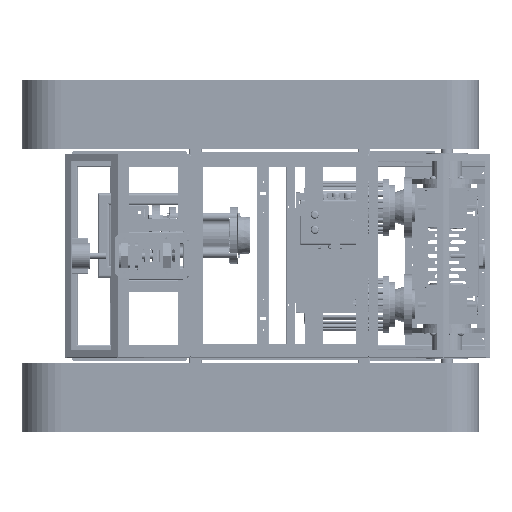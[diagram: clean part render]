
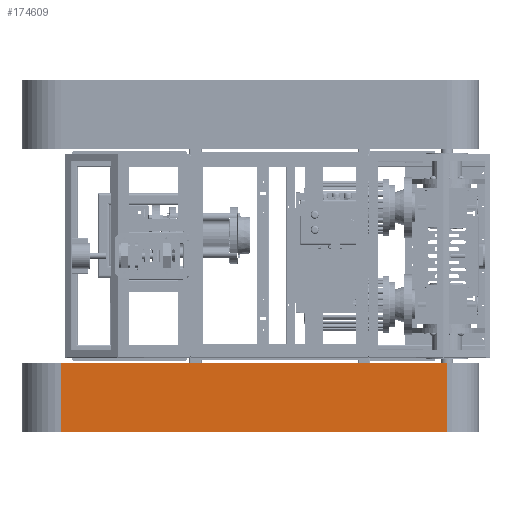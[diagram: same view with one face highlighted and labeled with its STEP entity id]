
A CAD part, top view. The second image highlights one B-rep face of the part: STEP entity #174609.
In plain terms, the highlighted planar face has unit normal (0, 0, 1).
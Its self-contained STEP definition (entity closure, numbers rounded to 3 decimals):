
#2607 = CARTESIAN_POINT ( 'NONE',  ( 1131.709, 118.098, -25.484 ) ) ;
#3065 = DIRECTION ( 'NONE',  ( -1., 0., 0. ) ) ;
#10706 = AXIS2_PLACEMENT_3D ( 'NONE', #255415, #116412, #23784 ) ;
#17909 = FACE_OUTER_BOUND ( 'NONE', #245273, .T. ) ;
#20072 = EDGE_CURVE ( 'NONE', #30127, #82049, #253316, .T. ) ;
#22303 = ORIENTED_EDGE ( 'NONE', *, *, #285176, .F. ) ;
#23784 = DIRECTION ( 'NONE',  ( -1., 0., 0. ) ) ;
#24565 = EDGE_CURVE ( 'NONE', #30127, #276626, #186290, .T. ) ;
#30127 = VERTEX_POINT ( 'NONE', #30331 ) ;
#30331 = CARTESIAN_POINT ( 'NONE',  ( 1783.459, 118.098, -25.484 ) ) ;
#31077 = ORIENTED_EDGE ( 'NONE', *, *, #24565, .T. ) ;
#48287 = VECTOR ( 'NONE', #3065, 1000. ) ;
#54801 = CARTESIAN_POINT ( 'NONE',  ( 503.459, 118.098, -25.484 ) ) ;
#72221 = ORIENTED_EDGE ( 'NONE', *, *, #231618, .F. ) ;
#82049 = VERTEX_POINT ( 'NONE', #156769 ) ;
#110722 = DIRECTION ( 'NONE',  ( 0., 1., 0. ) ) ;
#116412 = DIRECTION ( 'NONE',  ( 0., 0., 1. ) ) ;
#131646 = LINE ( 'NONE', #222862, #169766 ) ;
#138939 = LINE ( 'NONE', #186756, #48287 ) ;
#144069 = CARTESIAN_POINT ( 'NONE',  ( 503.459, -111.902, -25.484 ) ) ;
#156769 = CARTESIAN_POINT ( 'NONE',  ( 1783.459, -111.902, -25.484 ) ) ;
#169766 = VECTOR ( 'NONE', #110722, 1000. ) ;
#174609 = ADVANCED_FACE ( 'NONE', ( #17909 ), #200193, .T. ) ;
#186290 = LINE ( 'NONE', #2607, #209543 ) ;
#186756 = CARTESIAN_POINT ( 'NONE',  ( 1131.709, -111.902, -25.484 ) ) ;
#200193 = PLANE ( 'NONE',  #10706 ) ;
#209543 = VECTOR ( 'NONE', #228232, 1000. ) ;
#222862 = CARTESIAN_POINT ( 'NONE',  ( 503.459, 3.098, -25.484 ) ) ;
#224911 = ORIENTED_EDGE ( 'NONE', *, *, #20072, .F. ) ;
#228232 = DIRECTION ( 'NONE',  ( -1., 0., 0. ) ) ;
#231618 = EDGE_CURVE ( 'NONE', #286270, #276626, #131646, .T. ) ;
#245273 = EDGE_LOOP ( 'NONE', ( #22303, #224911, #31077, #72221 ) ) ;
#253316 = LINE ( 'NONE', #277287, #283117 ) ;
#255415 = CARTESIAN_POINT ( 'NONE',  ( 1783.459, -111.902, -25.484 ) ) ;
#276626 = VERTEX_POINT ( 'NONE', #54801 ) ;
#277287 = CARTESIAN_POINT ( 'NONE',  ( 1783.459, 3.098, -25.484 ) ) ;
#281693 = DIRECTION ( 'NONE',  ( 0., -1., 0. ) ) ;
#283117 = VECTOR ( 'NONE', #281693, 1000. ) ;
#285176 = EDGE_CURVE ( 'NONE', #82049, #286270, #138939, .T. ) ;
#286270 = VERTEX_POINT ( 'NONE', #144069 ) ;
